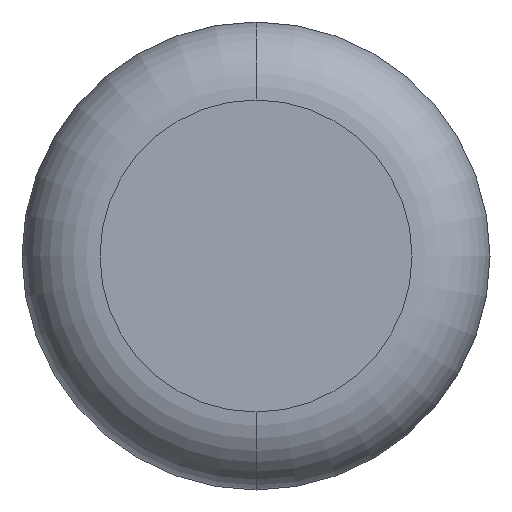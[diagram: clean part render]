
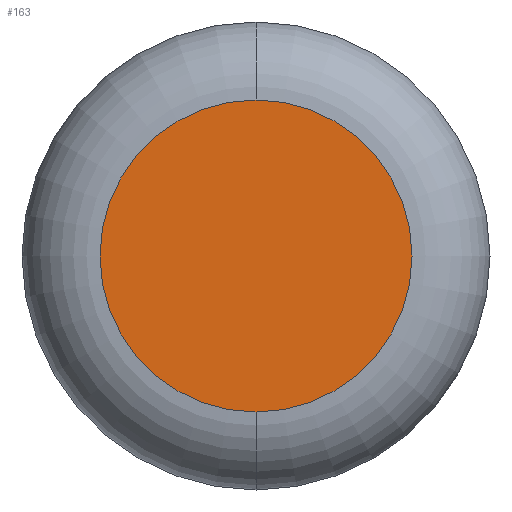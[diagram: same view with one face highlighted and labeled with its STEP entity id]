
A CAD part, front view. The second image highlights one B-rep face of the part: STEP entity #163.
In plain terms, the highlighted planar face has unit normal (0, -1, 0).
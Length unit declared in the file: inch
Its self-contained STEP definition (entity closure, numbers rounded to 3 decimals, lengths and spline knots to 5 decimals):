
#24 = DIRECTION ( 'NONE',  ( 0., -1., 0. ) ) ;
#45 = ORIENTED_EDGE ( 'NONE', *, *, #88, .T. ) ;
#48 = DIRECTION ( 'NONE',  ( 0., 0., -1. ) ) ;
#85 = ORIENTED_EDGE ( 'NONE', *, *, #519, .T. ) ;
#88 = EDGE_CURVE ( 'NONE', #530, #403, #548, .T. ) ;
#90 = DIRECTION ( 'NONE',  ( 0., 0., -1. ) ) ;
#112 = EDGE_LOOP ( 'NONE', ( #85, #45 ) ) ;
#163 = ADVANCED_FACE ( 'NONE', ( #230 ), #527, .T. ) ;
#188 = CARTESIAN_POINT ( 'NONE',  ( 0., 0., 0.25 ) ) ;
#196 = CARTESIAN_POINT ( 'NONE',  ( 0., 0., 0. ) ) ;
#202 = CIRCLE ( 'NONE', #354, 0.25 ) ;
#221 = DIRECTION ( 'NONE',  ( 0., -1., 0. ) ) ;
#230 = FACE_OUTER_BOUND ( 'NONE', #112, .T. ) ;
#238 = CARTESIAN_POINT ( 'NONE',  ( 0., 0., 0. ) ) ;
#320 = DIRECTION ( 'NONE',  ( 0., -1., 0. ) ) ;
#323 = AXIS2_PLACEMENT_3D ( 'NONE', #463, #221, #48 ) ;
#354 = AXIS2_PLACEMENT_3D ( 'NONE', #238, #320, #90 ) ;
#403 = VERTEX_POINT ( 'NONE', #537 ) ;
#463 = CARTESIAN_POINT ( 'NONE',  ( 0., 0., 0. ) ) ;
#493 = DIRECTION ( 'NONE',  ( 0., 0., -1. ) ) ;
#519 = EDGE_CURVE ( 'NONE', #403, #530, #202, .T. ) ;
#527 = PLANE ( 'NONE',  #540 ) ;
#530 = VERTEX_POINT ( 'NONE', #188 ) ;
#537 = CARTESIAN_POINT ( 'NONE',  ( 0., 0., -0.25 ) ) ;
#540 = AXIS2_PLACEMENT_3D ( 'NONE', #196, #24, #493 ) ;
#548 = CIRCLE ( 'NONE', #323, 0.25 ) ;
